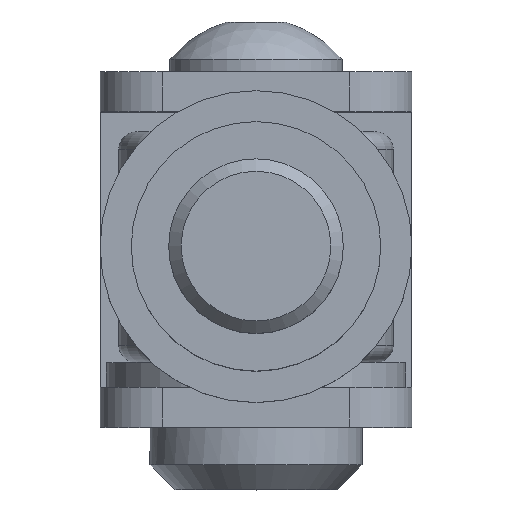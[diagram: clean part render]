
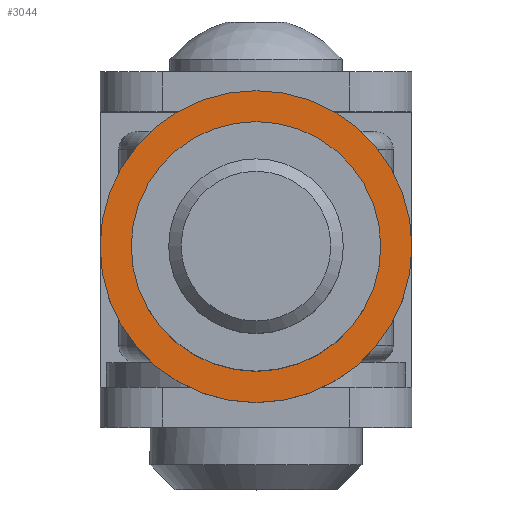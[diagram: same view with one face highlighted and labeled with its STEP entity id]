
A CAD part, top view. The second image highlights one B-rep face of the part: STEP entity #3044.
In plain terms, the highlighted face is planar.
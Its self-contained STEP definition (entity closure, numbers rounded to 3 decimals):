
#167 = ORIENTED_EDGE ( 'NONE', *, *, #11522, .T. ) ;
#249 = CIRCLE ( 'NONE', #8444, 12.5 ) ;
#684 = CIRCLE ( 'NONE', #938, 10. ) ;
#938 = AXIS2_PLACEMENT_3D ( 'NONE', #2538, #12741, #9586 ) ;
#960 = CARTESIAN_POINT ( 'NONE',  ( 10., 4., 0. ) ) ;
#2538 = CARTESIAN_POINT ( 'NONE',  ( 0., 4., 0. ) ) ;
#3044 = ADVANCED_FACE ( 'NONE', ( #4485, #3855 ), #5039, .T. ) ;
#3460 = CARTESIAN_POINT ( 'NONE',  ( 0., 4., -10. ) ) ;
#3636 = VERTEX_POINT ( 'NONE', #12554 ) ;
#3770 = DIRECTION ( 'NONE',  ( 0., 0., -1. ) ) ;
#3855 = FACE_OUTER_BOUND ( 'NONE', #10727, .T. ) ;
#4485 = FACE_BOUND ( 'NONE', #11249, .T. ) ;
#5039 = PLANE ( 'NONE',  #9821 ) ;
#7704 = VERTEX_POINT ( 'NONE', #3460 ) ;
#8444 = AXIS2_PLACEMENT_3D ( 'NONE', #10672, #11796, #3770 ) ;
#9586 = DIRECTION ( 'NONE',  ( 0., 0., -1. ) ) ;
#9821 = AXIS2_PLACEMENT_3D ( 'NONE', #960, #11987, #10902 ) ;
#10249 = EDGE_CURVE ( 'NONE', #3636, #3636, #249, .T. ) ;
#10672 = CARTESIAN_POINT ( 'NONE',  ( 0., 4., 0. ) ) ;
#10727 = EDGE_LOOP ( 'NONE', ( #11852 ) ) ;
#10902 = DIRECTION ( 'NONE',  ( 0., 0., 1. ) ) ;
#11249 = EDGE_LOOP ( 'NONE', ( #167 ) ) ;
#11522 = EDGE_CURVE ( 'NONE', #7704, #7704, #684, .T. ) ;
#11796 = DIRECTION ( 'NONE',  ( 0., -1., 0. ) ) ;
#11852 = ORIENTED_EDGE ( 'NONE', *, *, #10249, .F. ) ;
#11987 = DIRECTION ( 'NONE',  ( 0., 1., 0. ) ) ;
#12554 = CARTESIAN_POINT ( 'NONE',  ( 0., 4., -12.5 ) ) ;
#12741 = DIRECTION ( 'NONE',  ( 0., -1., 0. ) ) ;
